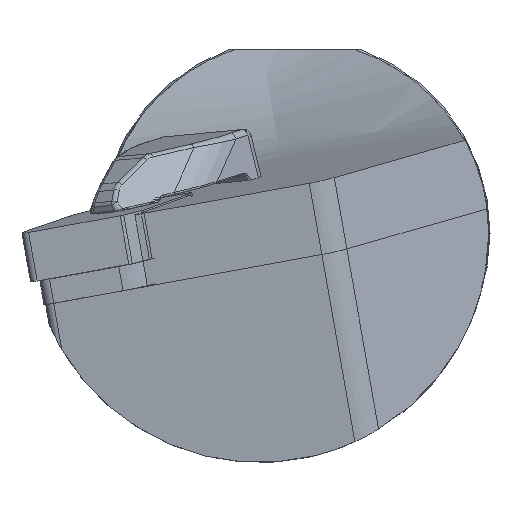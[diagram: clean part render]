
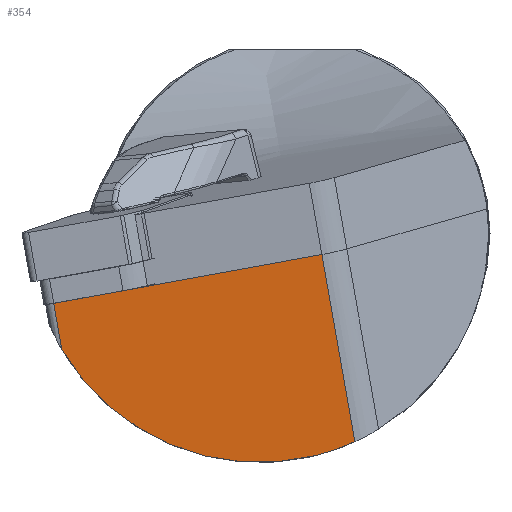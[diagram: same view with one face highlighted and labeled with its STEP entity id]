
A CAD part, left-side view. The second image highlights one B-rep face of the part: STEP entity #354.
In plain terms, the highlighted planar face has unit normal (-0.993, -0.069, -0.094).
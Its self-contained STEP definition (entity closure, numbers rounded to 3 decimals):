
#249=ELLIPSE('',#2272,29.602,29.4);
#354=ADVANCED_FACE('',(#527),#470,.F.);
#470=PLANE('',#2311);
#527=FACE_OUTER_BOUND('',#656,.T.);
#656=EDGE_LOOP('',(#1004,#1005,#1006,#1007,#1008,#1009));
#1004=ORIENTED_EDGE('',*,*,#1764,.T.);
#1005=ORIENTED_EDGE('',*,*,#1765,.F.);
#1006=ORIENTED_EDGE('',*,*,#1691,.T.);
#1007=ORIENTED_EDGE('',*,*,#1763,.T.);
#1008=ORIENTED_EDGE('',*,*,#1706,.T.);
#1009=ORIENTED_EDGE('',*,*,#1673,.T.);
#1482=VERTEX_POINT('',#3141);
#1484=VERTEX_POINT('',#3144);
#1499=VERTEX_POINT('',#3192);
#1500=VERTEX_POINT('',#3194);
#1512=VERTEX_POINT('',#3297);
#1548=VERTEX_POINT('',#3830);
#1673=EDGE_CURVE('',#1484,#1482,#1982,.T.);
#1691=EDGE_CURVE('',#1500,#1499,#249,.T.);
#1706=EDGE_CURVE('',#1512,#1484,#1996,.T.);
#1763=EDGE_CURVE('',#1499,#1512,#2010,.T.);
#1764=EDGE_CURVE('',#1482,#1548,#2011,.T.);
#1765=EDGE_CURVE('',#1500,#1548,#2012,.T.);
#1982=LINE('',#3143,#2121);
#1996=LINE('',#3296,#2135);
#2010=LINE('',#3827,#2149);
#2011=LINE('',#3829,#2150);
#2012=LINE('',#3831,#2151);
#2121=VECTOR('',#2513,1.);
#2135=VECTOR('',#2563,1.);
#2149=VECTOR('',#2637,1.);
#2150=VECTOR('',#2640,1.);
#2151=VECTOR('',#2641,1.);
#2272=AXIS2_PLACEMENT_3D('',#3193,#2542,#2543);
#2311=AXIS2_PLACEMENT_3D('',#3832,#2642,#2643);
#2513=DIRECTION('',(-0.051,0.983,-0.179));
#2542=DIRECTION('',(-0.993,-0.069,-0.094));
#2543=DIRECTION('',(-0.117,0.589,0.8));
#2563=DIRECTION('',(-0.051,0.983,-0.179));
#2637=DIRECTION('',(-0.105,0.173,0.979));
#2640=DIRECTION('',(-0.051,0.983,-0.179));
#2641=DIRECTION('',(-0.105,0.173,0.979));
#2642=DIRECTION('',(0.993,0.069,0.094));
#2643=DIRECTION('',(0.094,0.,-0.996));
#3141=CARTESIAN_POINT('',(-216.88,-11.123,-7.326));
#3143=CARTESIAN_POINT('',(-217.424,-0.755,-9.212));
#3144=CARTESIAN_POINT('',(-216.793,-12.781,-7.024));
#3192=CARTESIAN_POINT('',(-213.061,-39.368,-26.955));
#3193=CARTESIAN_POINT('',(-216.437,-27.142,-0.217));
#3194=CARTESIAN_POINT('',(-216.794,-1.796,-15.114));
#3296=CARTESIAN_POINT('',(-217.424,-0.755,-9.212));
#3297=CARTESIAN_POINT('',(-215.622,-35.136,-2.957));
#3827=CARTESIAN_POINT('',(-274.563,62.244,549.314));
#3829=CARTESIAN_POINT('',(-217.424,-0.755,-9.212));
#3830=CARTESIAN_POINT('',(-217.424,-0.755,-9.212));
#3831=CARTESIAN_POINT('',(-276.365,96.625,543.059));
#3832=CARTESIAN_POINT('',(-276.365,96.625,543.059));
